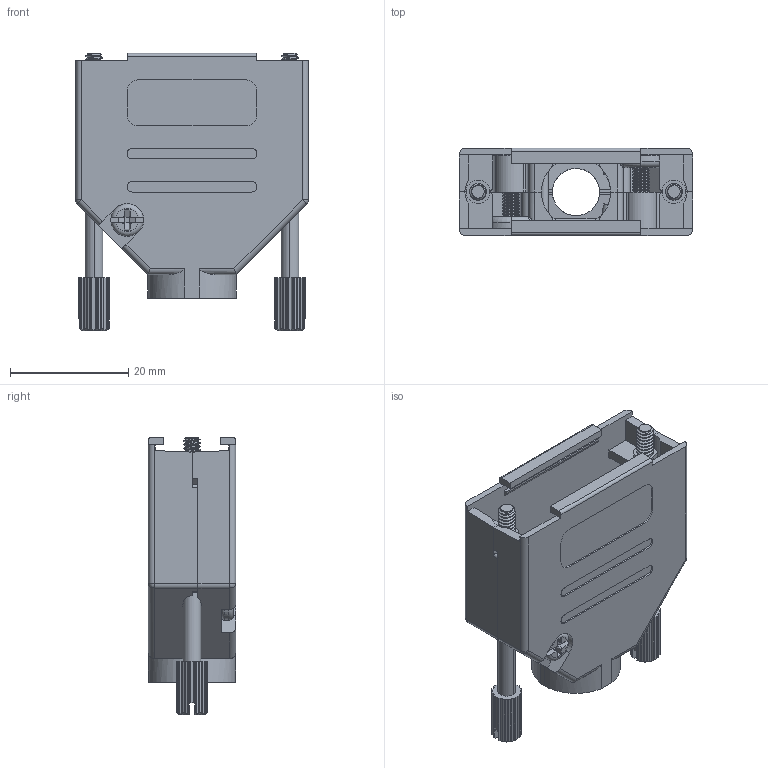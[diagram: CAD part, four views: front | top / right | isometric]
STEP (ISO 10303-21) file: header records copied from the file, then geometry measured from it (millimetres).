
FILE_DESCRIPTION (( 'STEP AP214' ), '1' );
FILE_NAME ('6688-9552.STEP', '2023-04-18T12:54:25', ( '' ), ( '' ), 'SwSTEP 2.0', 'SolidWorks 2021', '' );
FILE_SCHEMA (( 'AUTOMOTIVE_DESIGN' ));
Length unit declared in the file: millimetre
Products named in the file (6): 6826-0141-02; 6688-9552; 6805-0805-02; 6522-0121-02 (7mm); 6855-0116-05; 6523-0101-01
Assembly tree (9 placements, depth 2):
  6688-9552
    6805-0805-02  x2
    6522-0121-02 (7mm)  x2
    6523-0101-01
    6855-0116-05  x2
    6826-0141-02  x2
Bounding box: 39.5 x 14.8 x 47 mm (x, y, z)
Volume: 7810 mm3; surface area: 12061.5 mm2
Topology: 9 solids, 9 shells, 802 faces, 2180 edges, 1420 vertices
Faces by surface type: plane 384, cylinder 356, torus 24, bspline 18, cone 16, sphere 4
Entity records: 17718 total; most frequent: CARTESIAN_POINT 7671, ORIENTED_EDGE 2218, DIRECTION 1900, EDGE_CURVE 1109, VERTEX_POINT 722, AXIS2_PLACEMENT_3D 646, LINE 608, VECTOR 608
